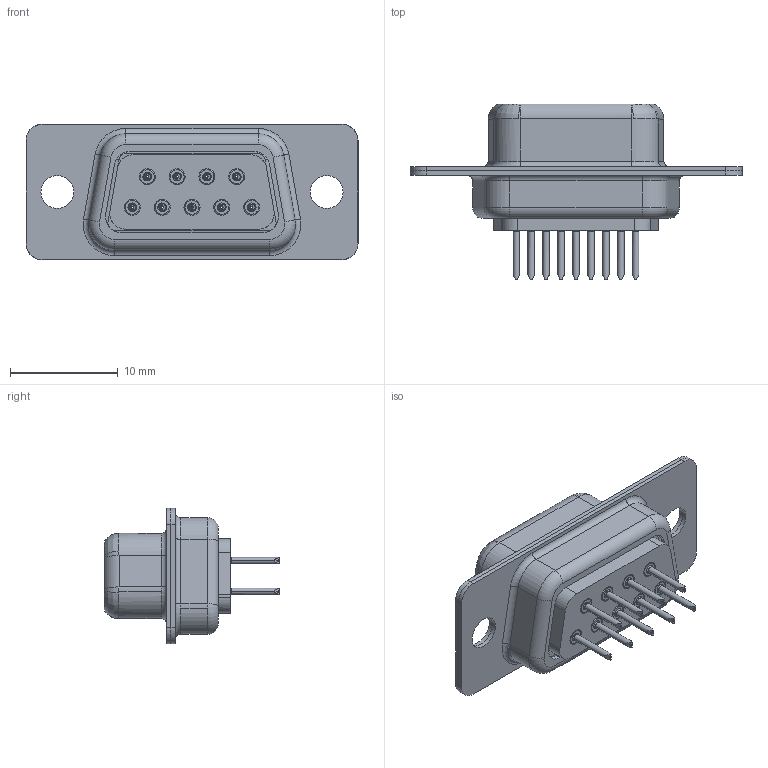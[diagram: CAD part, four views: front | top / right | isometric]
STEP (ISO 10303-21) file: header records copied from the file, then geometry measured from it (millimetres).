
FILE_DESCRIPTION(('CATIA V5 STEP','CAx-IF Rec.Pracs.--- Model Styling and Organization---1.4--- 2014-01-23'),'2;1');
FILE_NAME ('405290-2_0_2626650000_2626650000.stp','2019-01-07T10:45:16+00:00',('none'),('Weidmueller'),'CATIA Version 5-6 Release 2016 SP3 HF44','CATIA V5 STEP AP214','none');
FILE_SCHEMA(('AUTOMOTIVE_DESIGN { 1 0 10303 214 1 1 1 1 }'));
Length unit declared in the file: millimetre
Products named in the file (1): 2626650000
Bounding box: 30.81 x 16.3 x 12.55 mm (x, y, z)
Volume: 1484.8 mm3; surface area: 4417.1 mm2
Topology: 4 solids, 13 shells, 1147 faces, 3039 edges, 1980 vertices
Faces by surface type: cylinder 359, plane 309, torus 231, cone 214, extrusion 18, bspline 16
Entity records: 40860 total; most frequent: CARTESIAN_POINT 14229, ORIENTED_EDGE 6042, DIRECTION 4270, EDGE_CURVE 3039, AXIS2_PLACEMENT_3D 2290, VERTEX_POINT 1980, EDGE_LOOP 1275, CIRCLE 1194
